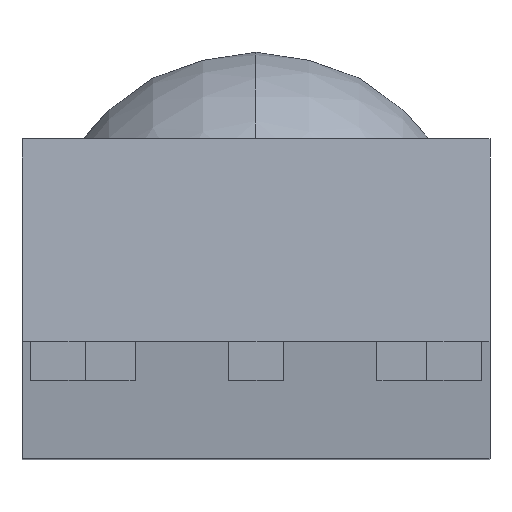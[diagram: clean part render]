
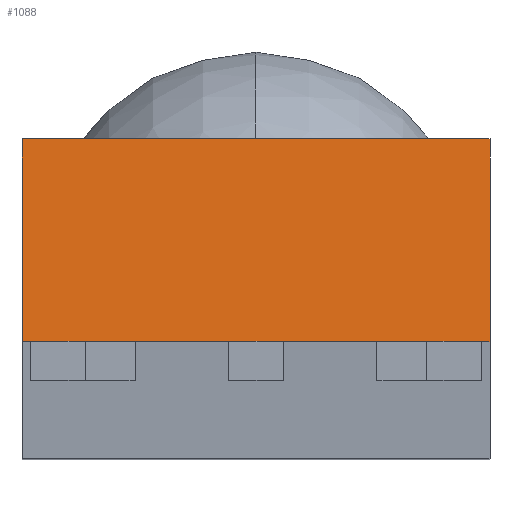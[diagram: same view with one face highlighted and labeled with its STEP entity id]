
A CAD part, top view. The second image highlights one B-rep face of the part: STEP entity #1088.
In plain terms, the highlighted planar face has unit normal (0, 0.081, 0.997).
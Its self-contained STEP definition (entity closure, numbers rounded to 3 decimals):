
#19 = ORIENTED_EDGE ( 'NONE', *, *, #334, .T. ) ;
#23 = VERTEX_POINT ( 'NONE', #45 ) ;
#33 = CARTESIAN_POINT ( 'NONE',  ( 7., 1.5, 3.475 ) ) ;
#45 = CARTESIAN_POINT ( 'NONE',  ( 3., 4.1, 3.265 ) ) ;
#88 = LINE ( 'NONE', #680, #1062 ) ;
#105 = DIRECTION ( 'NONE',  ( -1., 0., 0. ) ) ;
#167 = VERTEX_POINT ( 'NONE', #1193 ) ;
#265 = CARTESIAN_POINT ( 'NONE',  ( -3., 1.5, 3.475 ) ) ;
#334 = EDGE_CURVE ( 'NONE', #167, #762, #1016, .T. ) ;
#389 = ORIENTED_EDGE ( 'NONE', *, *, #611, .F. ) ;
#432 = DIRECTION ( 'NONE',  ( -1., 0., 0. ) ) ;
#448 = CARTESIAN_POINT ( 'NONE',  ( -3., 1.5, 3.475 ) ) ;
#565 = PLANE ( 'NONE',  #718 ) ;
#588 = ORIENTED_EDGE ( 'NONE', *, *, #968, .F. ) ;
#611 = EDGE_CURVE ( 'NONE', #853, #762, #88, .T. ) ;
#631 = CARTESIAN_POINT ( 'NONE',  ( 0., 4.1, 3.265 ) ) ;
#635 = DIRECTION ( 'NONE',  ( 0., -0.997, 0.081 ) ) ;
#678 = CARTESIAN_POINT ( 'NONE',  ( 3., 4.641, 3.221 ) ) ;
#680 = CARTESIAN_POINT ( 'NONE',  ( 7., 1.5, 3.475 ) ) ;
#716 = FACE_OUTER_BOUND ( 'NONE', #899, .T. ) ;
#718 = AXIS2_PLACEMENT_3D ( 'NONE', #33, #1267, #1091 ) ;
#731 = LINE ( 'NONE', #631, #957 ) ;
#762 = VERTEX_POINT ( 'NONE', #265 ) ;
#794 = VECTOR ( 'NONE', #1182, 1000. ) ;
#853 = VERTEX_POINT ( 'NONE', #1192 ) ;
#899 = EDGE_LOOP ( 'NONE', ( #1041, #19, #389, #588 ) ) ;
#901 = VECTOR ( 'NONE', #635, 1000. ) ;
#957 = VECTOR ( 'NONE', #105, 1000. ) ;
#968 = EDGE_CURVE ( 'NONE', #23, #853, #1075, .T. ) ;
#1016 = LINE ( 'NONE', #448, #901 ) ;
#1041 = ORIENTED_EDGE ( 'NONE', *, *, #1102, .T. ) ;
#1062 = VECTOR ( 'NONE', #432, 1000. ) ;
#1075 = LINE ( 'NONE', #678, #794 ) ;
#1088 = ADVANCED_FACE ( 'NONE', ( #716 ), #565, .F. ) ;
#1091 = DIRECTION ( 'NONE',  ( 0., 0.997, -0.081 ) ) ;
#1102 = EDGE_CURVE ( 'NONE', #23, #167, #731, .T. ) ;
#1182 = DIRECTION ( 'NONE',  ( 0., -0.997, 0.081 ) ) ;
#1192 = CARTESIAN_POINT ( 'NONE',  ( 3., 1.5, 3.475 ) ) ;
#1193 = CARTESIAN_POINT ( 'NONE',  ( -3., 4.1, 3.265 ) ) ;
#1267 = DIRECTION ( 'NONE',  ( 0., -0.081, -0.997 ) ) ;
